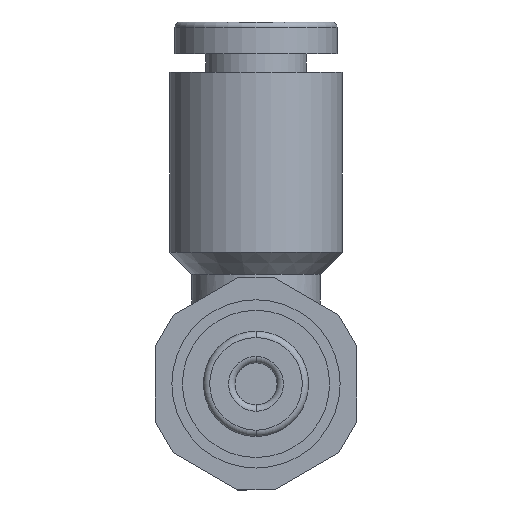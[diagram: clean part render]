
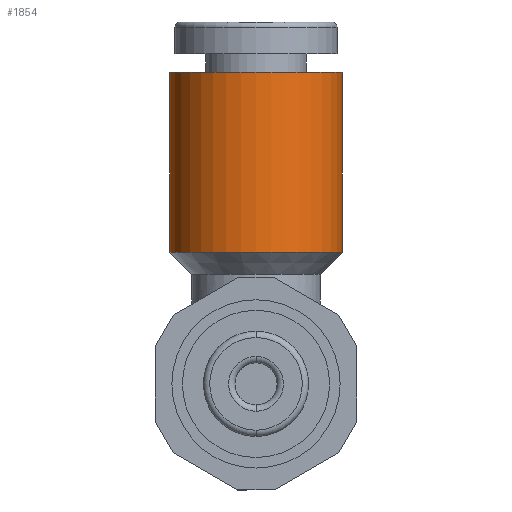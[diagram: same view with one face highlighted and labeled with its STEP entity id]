
A CAD part, front view. The second image highlights one B-rep face of the part: STEP entity #1854.
In plain terms, the highlighted cylindrical face has radius 4.1 mm (diameter 8.2 mm), a partial arc.
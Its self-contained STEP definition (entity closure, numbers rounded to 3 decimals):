
#50 = DIRECTION ( 'NONE',  ( 0., 0., 1. ) ) ;
#92 = CIRCLE ( 'NONE', #3167, 4.1 ) ;
#173 = VERTEX_POINT ( 'NONE', #1692 ) ;
#257 = EDGE_CURVE ( 'NONE', #2637, #173, #3291, .T. ) ;
#308 = ORIENTED_EDGE ( 'NONE', *, *, #647, .T. ) ;
#647 = EDGE_CURVE ( 'NONE', #703, #2637, #969, .T. ) ;
#677 = CARTESIAN_POINT ( 'NONE',  ( -4.1, 0., -10.95 ) ) ;
#687 = CARTESIAN_POINT ( 'NONE',  ( 4.1, 0., -10.95 ) ) ;
#703 = VERTEX_POINT ( 'NONE', #677 ) ;
#881 = CARTESIAN_POINT ( 'NONE',  ( 0., 0., -2.4 ) ) ;
#947 = LINE ( 'NONE', #2911, #2816 ) ;
#969 = CIRCLE ( 'NONE', #3216, 4.1 ) ;
#1000 = EDGE_LOOP ( 'NONE', ( #2840, #308, #2471, #2088 ) ) ;
#1015 = DIRECTION ( 'NONE',  ( 0., 0., -1. ) ) ;
#1020 = DIRECTION ( 'NONE',  ( -1., 0., 0. ) ) ;
#1024 = EDGE_CURVE ( 'NONE', #173, #1407, #92, .T. ) ;
#1267 = EDGE_CURVE ( 'NONE', #703, #1407, #947, .T. ) ;
#1407 = VERTEX_POINT ( 'NONE', #2509 ) ;
#1449 = DIRECTION ( 'NONE',  ( 1., 0., 0. ) ) ;
#1452 = DIRECTION ( 'NONE',  ( 0., 0., 1. ) ) ;
#1459 = DIRECTION ( 'NONE',  ( -1., 0., 0. ) ) ;
#1460 = DIRECTION ( 'NONE',  ( 0., 0., 1. ) ) ;
#1466 = CARTESIAN_POINT ( 'NONE',  ( 0., 0., -10.95 ) ) ;
#1643 = CARTESIAN_POINT ( 'NONE',  ( 0., 0., -12. ) ) ;
#1692 = CARTESIAN_POINT ( 'NONE',  ( 4.1, 0., -2.4 ) ) ;
#1854 = ADVANCED_FACE ( 'NONE', ( #2924 ), #1877, .T. ) ;
#1877 = CYLINDRICAL_SURFACE ( 'NONE', #3279, 4.1 ) ;
#2079 = DIRECTION ( 'NONE',  ( 0., 0., 1. ) ) ;
#2088 = ORIENTED_EDGE ( 'NONE', *, *, #1024, .T. ) ;
#2471 = ORIENTED_EDGE ( 'NONE', *, *, #257, .T. ) ;
#2509 = CARTESIAN_POINT ( 'NONE',  ( -4.1, 0., -2.4 ) ) ;
#2572 = CARTESIAN_POINT ( 'NONE',  ( 4.1, 0., -12. ) ) ;
#2637 = VERTEX_POINT ( 'NONE', #687 ) ;
#2816 = VECTOR ( 'NONE', #50, 1000. ) ;
#2840 = ORIENTED_EDGE ( 'NONE', *, *, #1267, .F. ) ;
#2911 = CARTESIAN_POINT ( 'NONE',  ( -4.1, 0., -12. ) ) ;
#2924 = FACE_OUTER_BOUND ( 'NONE', #1000, .T. ) ;
#3167 = AXIS2_PLACEMENT_3D ( 'NONE', #881, #1015, #1020 ) ;
#3216 = AXIS2_PLACEMENT_3D ( 'NONE', #1466, #1452, #1459 ) ;
#3279 = AXIS2_PLACEMENT_3D ( 'NONE', #1643, #1460, #1449 ) ;
#3287 = VECTOR ( 'NONE', #2079, 1000. ) ;
#3291 = LINE ( 'NONE', #2572, #3287 ) ;
